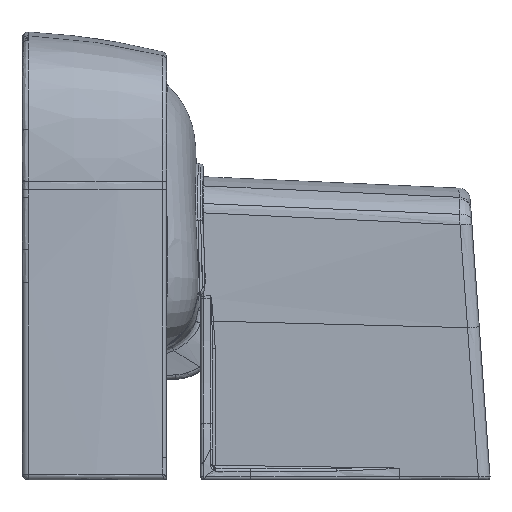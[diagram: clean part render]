
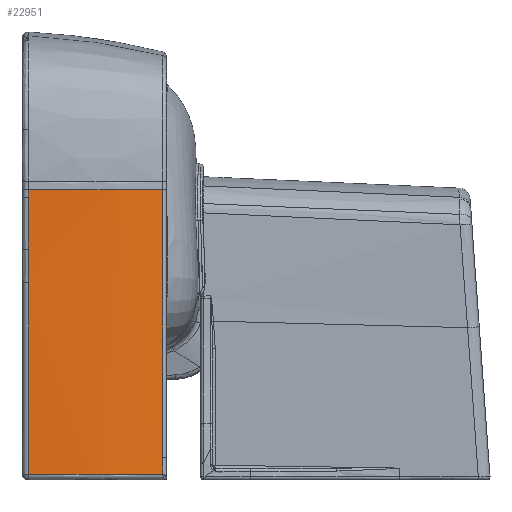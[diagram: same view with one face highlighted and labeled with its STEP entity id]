
A CAD part, left-side view. The second image highlights one B-rep face of the part: STEP entity #22951.
In plain terms, the highlighted cylindrical face has radius 720.267 mm (diameter 1440.53 mm), a partial arc.
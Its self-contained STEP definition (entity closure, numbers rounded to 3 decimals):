
#474=DIRECTION('',(0.,0.,1.));
#475=VECTOR('',#474,269.331);
#476=CARTESIAN_POINT('',(-255.442,66.547,-175.509));
#477=LINE('',#476,#475);
#499=DIRECTION('',(0.,0.,1.));
#500=VECTOR('',#499,16.952);
#501=CARTESIAN_POINT('',(-255.44,66.547,-192.461));
#502=LINE('',#501,#500);
#529=CARTESIAN_POINT('',(-255.44,66.547,-192.461));
#2944=CARTESIAN_POINT('',(443.879,238.889,93.882));
#2945=DIRECTION('',(0.,0.,-1.));
#2946=DIRECTION('',(-0.971,-0.239,0.));
#2947=AXIS2_PLACEMENT_3D('',#2944,#2945,#2946);
#2963=DIRECTION('',(0.,0.,1.));
#2964=VECTOR('',#2963,192.413);
#2965=CARTESIAN_POINT('',(-275.388,201.43,
-192.463));
#2966=LINE('',#2965,#2964);
#2967=CARTESIAN_POINT('',(-275.414,201.562,33.956));
#2968=CARTESIAN_POINT('',(-275.415,201.573,36.468));
#2969=CARTESIAN_POINT('',(-275.417,201.595,41.508));
#2970=CARTESIAN_POINT('',(-275.419,201.625,49.295));
#2971=CARTESIAN_POINT('',(-275.421,201.647,57.524));
#2972=CARTESIAN_POINT('',(-275.422,201.66,66.41));
#2973=CARTESIAN_POINT('',(-275.424,201.673,76.018));
#2974=CARTESIAN_POINT('',(-275.425,201.684,82.67));
#2975=CARTESIAN_POINT('',(-275.426,201.691,86.137));
#2976=CARTESIAN_POINT('',(-275.426,201.691,86.137));
#2978=CARTESIAN_POINT('',(-275.426,201.692,86.137));
#2979=CARTESIAN_POINT('',(-275.426,201.697,88.698));
#2980=CARTESIAN_POINT('',(-275.427,201.701,91.259));
#2981=CARTESIAN_POINT('',(-275.427,201.706,93.819));
#2998=CARTESIAN_POINT('',(-275.388,201.43,
-192.463));
#2999=CARTESIAN_POINT('',(-274.599,186.278,
-192.473));
#3000=CARTESIAN_POINT('',(-272.063,156.023,
-192.458));
#3001=CARTESIAN_POINT('',(-265.401,110.972,
-192.461));
#3002=CARTESIAN_POINT('',(-259.071,81.279,
-192.465));
#3003=CARTESIAN_POINT('',(-255.44,66.547,
-192.461));
#5826=CARTESIAN_POINT('',(-275.415,201.564,33.956));
#5827=CARTESIAN_POINT('',(-275.413,201.53,30.246));
#5828=CARTESIAN_POINT('',(-275.409,201.477,22.781));
#5829=CARTESIAN_POINT('',(-275.411,201.517,11.446));
#5830=CARTESIAN_POINT('',(-275.407,201.464,3.797));
#5831=CARTESIAN_POINT('',(-275.405,201.431,
-0.05));
#5844=CARTESIAN_POINT('',(-275.405,201.431,
-0.05));
#15261=VERTEX_POINT('',#529);
#15266=CARTESIAN_POINT('',(-275.387,201.43,
-192.462));
#15267=VERTEX_POINT('',#15266);
#15275=VERTEX_POINT('',#5844);
#15298=CARTESIAN_POINT('',(-255.465,66.549,
93.822));
#15299=VERTEX_POINT('',#15298);
#15300=CARTESIAN_POINT('',(-255.442,66.547,
-175.509));
#15301=VERTEX_POINT('',#15300);
#15302=VERTEX_POINT('',#5826);
#15303=VERTEX_POINT('',#2976);
#15304=VERTEX_POINT('',#2981);
#22931=CARTESIAN_POINT('',(443.905,238.887,
-198.118));
#22932=DIRECTION('',(0.,0.,-1.));
#22933=DIRECTION('',(-0.971,-0.239,0.));
#22934=AXIS2_PLACEMENT_3D('',#22931,#22932,#22933);
#22935=CYLINDRICAL_SURFACE('',#22934,720.267);
#22936=ORIENTED_EDGE('',*,*,#17397,.F.);
#22938=ORIENTED_EDGE('',*,*,#22937,.F.);
#22940=ORIENTED_EDGE('',*,*,#22939,.T.);
#22942=ORIENTED_EDGE('',*,*,#22941,.F.);
#22944=ORIENTED_EDGE('',*,*,#22943,.T.);
#22946=ORIENTED_EDGE('',*,*,#22945,.T.);
#22947=ORIENTED_EDGE('',*,*,#22921,.F.);
#22948=ORIENTED_EDGE('',*,*,#17341,.F.);
#22949=EDGE_LOOP('',(#22936,#22938,#22940,#22942,#22944,#22946,#22947,#22948));
#22950=FACE_OUTER_BOUND('',#22949,.F.);
#22951=ADVANCED_FACE('',(#22950),#22935,.T.);
#2948=CIRCLE('',#2947,720.267);
#2977=B_SPLINE_CURVE_WITH_KNOTS('',3,(#2967,#2968,#2969,#2970,#2971,#2972,#2973,
#2974,#2975,#2976),.UNSPECIFIED.,.F.,.F.,(4,1,1,1,1,1,1,4),(0.,
0.144,0.29,0.448,0.618,
0.801,1.,1.),.UNSPECIFIED.);
#2982=B_SPLINE_CURVE_WITH_KNOTS('',3,(#2978,#2979,#2980,#2981),.UNSPECIFIED.,
.F.,.F.,(4,4),(0.,1.),.UNSPECIFIED.);
#3004=B_SPLINE_CURVE_WITH_KNOTS('',3,(#2998,#2999,#3000,#3001,#3002,#3003),
.UNSPECIFIED.,.F.,.F.,(4,1,1,4),(0.,0.333,0.667,1.),
.UNSPECIFIED.);
#5832=B_SPLINE_CURVE_WITH_KNOTS('',3,(#5826,#5827,#5828,#5829,#5830,#5831),
.UNSPECIFIED.,.F.,.F.,(4,1,1,4),(0.,0.333,0.667,1.),
.UNSPECIFIED.);
#17341=EDGE_CURVE('',#15301,#15299,#477,.T.);
#17397=EDGE_CURVE('',#15261,#15301,#502,.T.);
#22921=EDGE_CURVE('',#15299,#15304,#2948,.T.);
#22937=EDGE_CURVE('',#15267,#15261,#3004,.T.);
#22939=EDGE_CURVE('',#15267,#15275,#2966,.T.);
#22941=EDGE_CURVE('',#15302,#15275,#5832,.T.);
#22943=EDGE_CURVE('',#15302,#15303,#2977,.T.);
#22945=EDGE_CURVE('',#15303,#15304,#2982,.T.);
